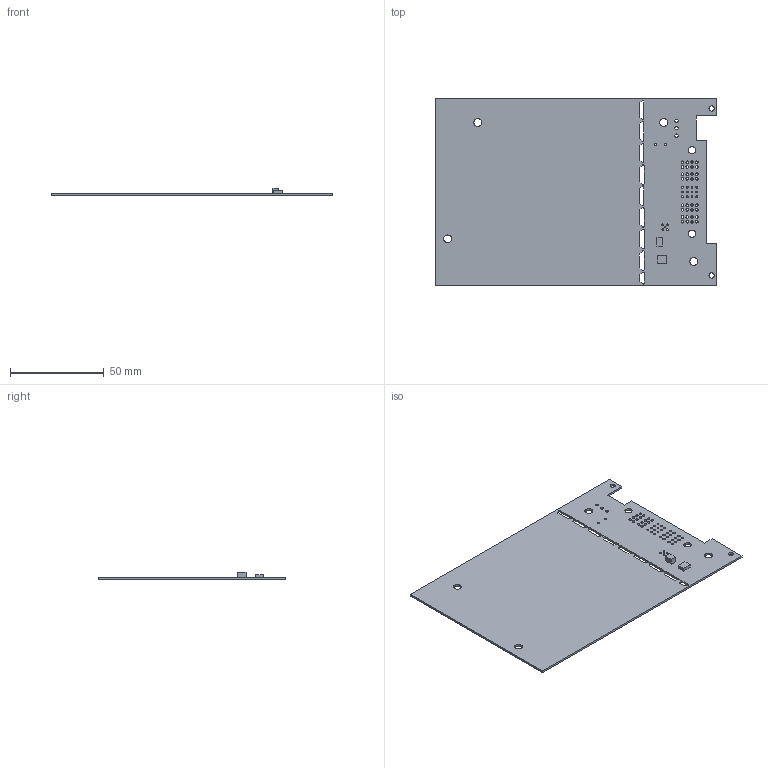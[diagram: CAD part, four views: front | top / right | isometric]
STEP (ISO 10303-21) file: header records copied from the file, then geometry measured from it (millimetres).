
FILE_DESCRIPTION(('Open CASCADE Model'),'2;1');
FILE_NAME('Open CASCADE Shape Model','2011-09-12T13:28:05',('Author'),( 'Open CASCADE'),'Open CASCADE STEP processor 6.2','Open CASCADE 6.2' ,'Unknown');
FILE_SCHEMA(('AUTOMOTIVE_DESIGN { 1 0 10303 214 1 1 1 1 }'));
Length unit declared in the file: millimetre
Products named in the file (8): PCB; Board; U8; 683152160; Extruded; U9; 683152800
Assembly tree (7 placements, depth 4):
  PCB
    Board
    U8
      683152160
        Extruded
    U9
      683152800
        Extruded
Bounding box: 150 x 100 x 4.2 mm (x, y, z)
Volume: 15722.5 mm3; surface area: 29664.1 mm2
Topology: 3 solids, 3 shells, 356 faces, 1050 edges, 700 vertices
Faces by surface type: plane 294, cylinder 62
Full cylindrical faces by diameter (mm): 0.85 x5, 1.016 x12, 1.2 x2, 1.321 x32, 1.778 x3, 2.794 x2, 3.81 x2, 4.22 x4
Entity records: 25836 total; most frequent: CARTESIAN_POINT 4214, DIRECTION 4002, LINE 2902, VECTOR 2902, ORIENTED_EDGE 2100, PCURVE 2100, DEFINITIONAL_REPRESENTATION 2100, EDGE_CURVE 1050
